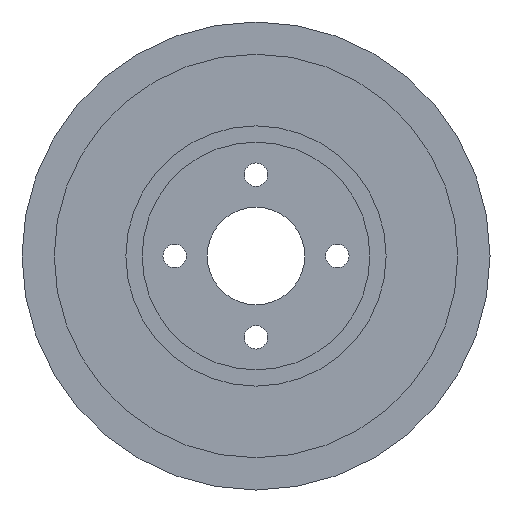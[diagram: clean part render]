
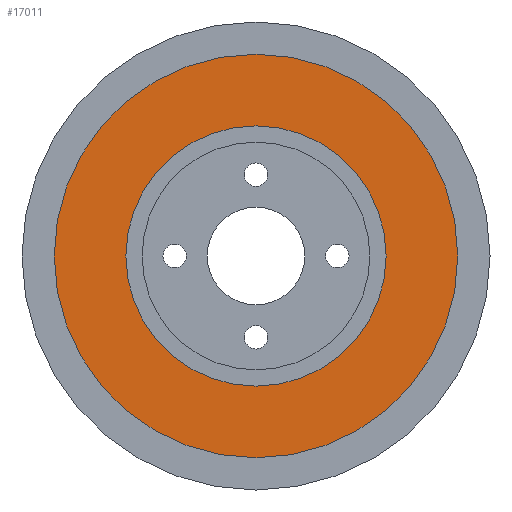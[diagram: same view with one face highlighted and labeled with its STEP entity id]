
A CAD part, front view. The second image highlights one B-rep face of the part: STEP entity #17011.
In plain terms, the highlighted planar face has unit normal (0, -1, 0).
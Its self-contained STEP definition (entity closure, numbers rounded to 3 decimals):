
#25=FACE_BOUND('',#1836,.T.);
#36=PLANE('',#19705);
#928=FACE_OUTER_BOUND('',#1835,.T.);
#1835=EDGE_LOOP('',(#15194));
#1836=EDGE_LOOP('',(#15195));
#5410=CIRCLE('',#19704,31.);
#5411=CIRCLE('',#19706,20.);
#7194=VERTEX_POINT('',#31306);
#7195=VERTEX_POINT('',#31310);
#9862=EDGE_CURVE('',#7194,#7194,#5410,.T.);
#9864=EDGE_CURVE('',#7195,#7195,#5411,.T.);
#15194=ORIENTED_EDGE('',*,*,#9862,.T.);
#15195=ORIENTED_EDGE('',*,*,#9864,.F.);
#17011=ADVANCED_FACE('',(#928,#25),#36,.T.);
#19704=AXIS2_PLACEMENT_3D('',#31307,#25936,#25937);
#19705=AXIS2_PLACEMENT_3D('',#31309,#25939,#25940);
#19706=AXIS2_PLACEMENT_3D('',#31311,#25941,#25942);
#25936=DIRECTION('center_axis',(0.,-1.,0.));
#25937=DIRECTION('ref_axis',(0.,0.,-1.));
#25939=DIRECTION('center_axis',(0.,-1.,0.));
#25940=DIRECTION('ref_axis',(0.,0.,-1.));
#25941=DIRECTION('center_axis',(0.,-1.,0.));
#25942=DIRECTION('ref_axis',(0.,0.,-1.));
#31306=CARTESIAN_POINT('',(0.,1.8,31.));
#31307=CARTESIAN_POINT('Origin',(0.,1.8,0.));
#31309=CARTESIAN_POINT('Origin',(0.,1.8,0.));
#31310=CARTESIAN_POINT('',(0.,1.8,-20.));
#31311=CARTESIAN_POINT('Origin',(0.,1.8,0.));
